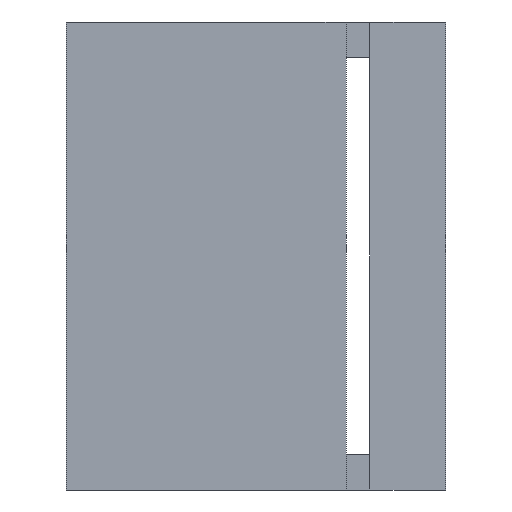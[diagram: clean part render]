
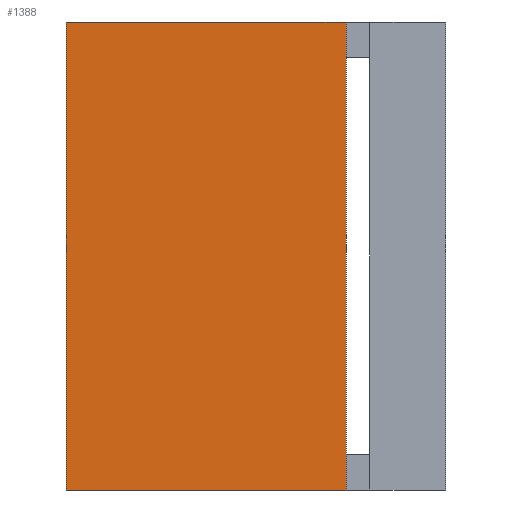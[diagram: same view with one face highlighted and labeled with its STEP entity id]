
A CAD part, left-side view. The second image highlights one B-rep face of the part: STEP entity #1388.
In plain terms, the highlighted planar face has unit normal (-1, 0, 0).
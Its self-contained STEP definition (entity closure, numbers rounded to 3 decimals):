
#103=FACE_OUTER_BOUND('',#178,.T.);
#178=EDGE_LOOP('',(#1258,#1259,#1260,#1261));
#222=LINE('',#1890,#408);
#274=LINE('',#1988,#460);
#291=LINE('',#2021,#477);
#368=LINE('',#2190,#554);
#408=VECTOR('',#1536,10.);
#460=VECTOR('',#1606,10.);
#477=VECTOR('',#1625,10.);
#554=VECTOR('',#1802,10.);
#587=VERTEX_POINT('',#1886);
#589=VERTEX_POINT('',#1889);
#626=VERTEX_POINT('',#1986);
#641=VERTEX_POINT('',#2020);
#723=EDGE_CURVE('',#589,#587,#222,.T.);
#775=EDGE_CURVE('',#587,#626,#274,.T.);
#792=EDGE_CURVE('',#589,#641,#291,.T.);
#878=EDGE_CURVE('',#641,#626,#368,.T.);
#1258=ORIENTED_EDGE('',*,*,#723,.T.);
#1259=ORIENTED_EDGE('',*,*,#775,.T.);
#1260=ORIENTED_EDGE('',*,*,#878,.F.);
#1261=ORIENTED_EDGE('',*,*,#792,.F.);
#1326=PLANE('',#1473);
#1388=ADVANCED_FACE('',(#103),#1326,.T.);
#1473=AXIS2_PLACEMENT_3D('',#2189,#1800,#1801);
#1536=DIRECTION('',(0.,0.,1.));
#1606=DIRECTION('',(0.,1.,0.));
#1625=DIRECTION('',(0.,1.,0.));
#1800=DIRECTION('center_axis',(-1.,0.,0.));
#1801=DIRECTION('ref_axis',(0.,0.,1.));
#1802=DIRECTION('',(0.,0.,1.));
#1886=CARTESIAN_POINT('',(-18.011,4.2,19.849));
#1889=CARTESIAN_POINT('',(-18.011,4.2,0.099));
#1890=CARTESIAN_POINT('',(-18.011,4.2,0.099));
#1986=CARTESIAN_POINT('',(-18.011,16.,19.849));
#1988=CARTESIAN_POINT('',(-18.011,0.,19.849));
#2020=CARTESIAN_POINT('',(-18.011,16.,0.099));
#2021=CARTESIAN_POINT('',(-18.011,0.,0.099));
#2189=CARTESIAN_POINT('Origin',(-18.011,0.,0.099));
#2190=CARTESIAN_POINT('',(-18.011,16.,19.849));
